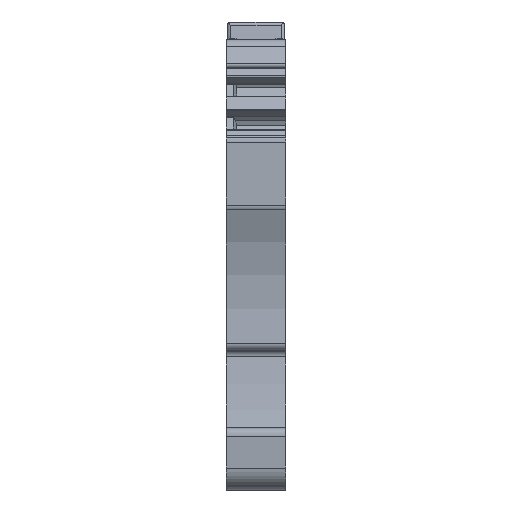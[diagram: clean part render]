
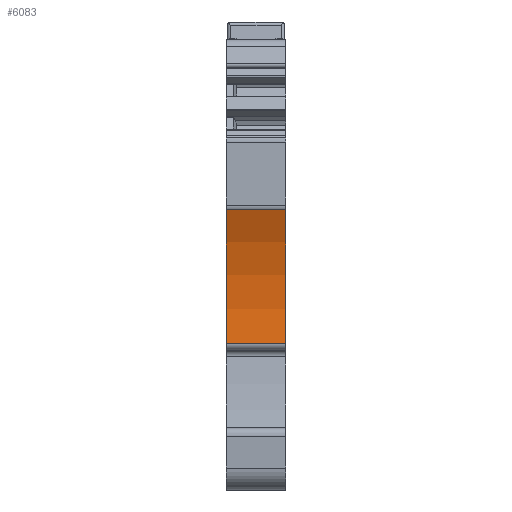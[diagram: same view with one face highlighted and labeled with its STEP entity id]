
A CAD part, front view. The second image highlights one B-rep face of the part: STEP entity #6083.
In plain terms, the highlighted cylindrical face has radius 20 mm (diameter 40 mm), a partial arc.
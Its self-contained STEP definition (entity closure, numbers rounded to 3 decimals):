
#1362=AXIS2_PLACEMENT_3D('Circle Axis2P3D',#1360,#1361,$) ;
#3274=AXIS2_PLACEMENT_3D('Circle Axis2P3D',#3272,#3273,$) ;
#6070=AXIS2_PLACEMENT_3D('Cylinder Axis2P3D',#6067,#6068,#6069) ;
#1357=CARTESIAN_POINT('Vertex',(0.,1.66,12.48)) ;
#1360=CARTESIAN_POINT('Axis2P3D Location',(0.,-18.104,15.544)) ;
#1364=CARTESIAN_POINT('Vertex',(0.,0.092,23.844)) ;
#3269=CARTESIAN_POINT('Vertex',(5.1,0.092,23.844)) ;
#3272=CARTESIAN_POINT('Axis2P3D Location',(5.1,-18.104,15.544)) ;
#3276=CARTESIAN_POINT('Vertex',(5.1,1.66,12.48)) ;
#6055=CARTESIAN_POINT('Line Origine',(2.55,1.66,12.48)) ;
#6067=CARTESIAN_POINT('Axis2P3D Location',(2.55,-18.104,15.544)) ;
#6072=CARTESIAN_POINT('Line Origine',(2.55,0.092,23.844)) ;
#1361=DIRECTION('Axis2P3D Direction',(1.,0.,0.)) ;
#3273=DIRECTION('Axis2P3D Direction',(1.,0.,0.)) ;
#6056=DIRECTION('Vector Direction',(1.,0.,0.)) ;
#6068=DIRECTION('Axis2P3D Direction',(1.,0.,0.)) ;
#6069=DIRECTION('Axis2P3D XDirection',(0.,0.988,-0.153)) ;
#6073=DIRECTION('Vector Direction',(1.,0.,0.)) ;
#6057=VECTOR('Line Direction',#6056,1.) ;
#6074=VECTOR('Line Direction',#6073,1.) ;
#6078=ORIENTED_EDGE('',*,*,#6076,.F.) ;
#6079=ORIENTED_EDGE('',*,*,#1366,.T.) ;
#6080=ORIENTED_EDGE('',*,*,#6059,.T.) ;
#6081=ORIENTED_EDGE('',*,*,#3278,.F.) ;
#6083=ADVANCED_FACE('32778 KLTR ZTR 2.5/4AN .1\\Koerper.2',(#6082),#6071,.F.) ;
#1363=CIRCLE('generated circle',#1362,20.) ;
#3275=CIRCLE('generated circle',#3274,20.) ;
#6071=CYLINDRICAL_SURFACE('generated cylinder',#6070,20.) ;
#1366=EDGE_CURVE('',#1365,#1358,#1363,.F.) ;
#3278=EDGE_CURVE('',#3270,#3277,#3275,.F.) ;
#6059=EDGE_CURVE('',#1358,#3277,#6058,.T.) ;
#6076=EDGE_CURVE('',#1365,#3270,#6075,.T.) ;
#6077=EDGE_LOOP('',(#6078,#6079,#6080,#6081)) ;
#6082=FACE_OUTER_BOUND('',#6077,.T.) ;
#6058=LINE('Line',#6055,#6057) ;
#6075=LINE('Line',#6072,#6074) ;
#1358=VERTEX_POINT('',#1357) ;
#1365=VERTEX_POINT('',#1364) ;
#3270=VERTEX_POINT('',#3269) ;
#3277=VERTEX_POINT('',#3276) ;
